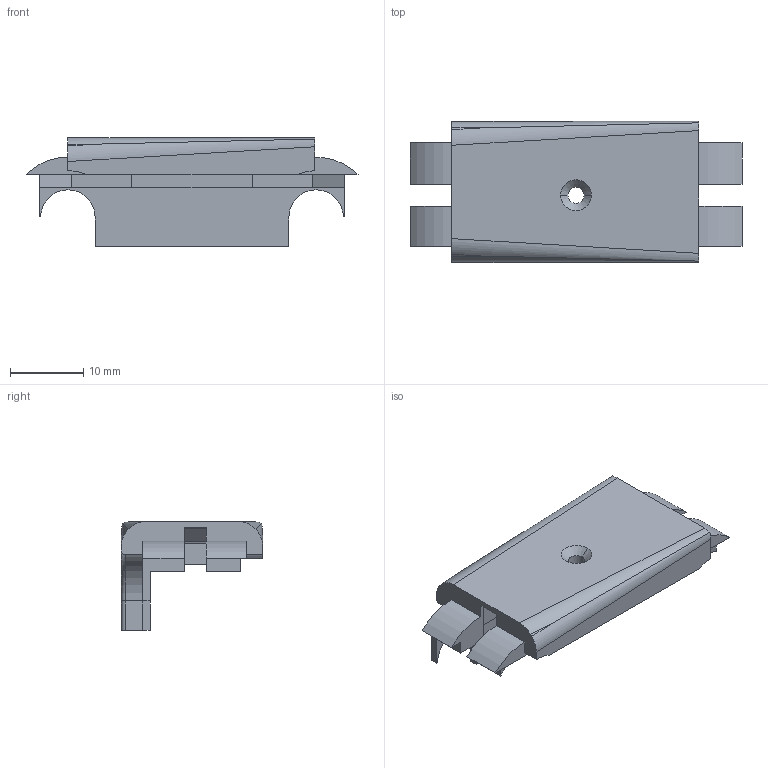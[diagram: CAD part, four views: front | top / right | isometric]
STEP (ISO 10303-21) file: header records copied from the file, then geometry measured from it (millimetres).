
FILE_DESCRIPTION((''),'2;1');
FILE_NAME('GLIED1_OBEN','2025-07-13T12:33:13',('Mathias'),(''),'CREO PARAMETRIC BY PTC INC, 2023073','CREO PARAMETRIC BY PTC INC, 2023073','');
FILE_SCHEMA(('CONFIG_CONTROL_DESIGN'));
Length unit declared in the file: millimetre
Products named in the file (1): GLIED1_OBEN
Bounding box: 45.2 x 19.2 x 14.8 mm (x, y, z)
Volume: 3580.8 mm3; surface area: 3238.1 mm2
Topology: 1 solids, 1 shells, 122 faces, 327 edges, 207 vertices
Faces by surface type: plane 60, cylinder 39, bspline 19, torus 2, cone 2
Entity records: 5039 total; most frequent: CARTESIAN_POINT 2104, ORIENTED_EDGE 654, DIRECTION 533, EDGE_CURVE 327, VERTEX_POINT 207, VECTOR 203, LINE 203, AXIS2_PLACEMENT_3D 165
